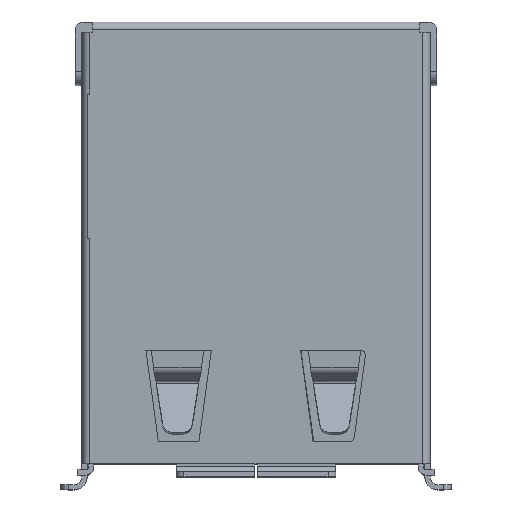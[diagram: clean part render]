
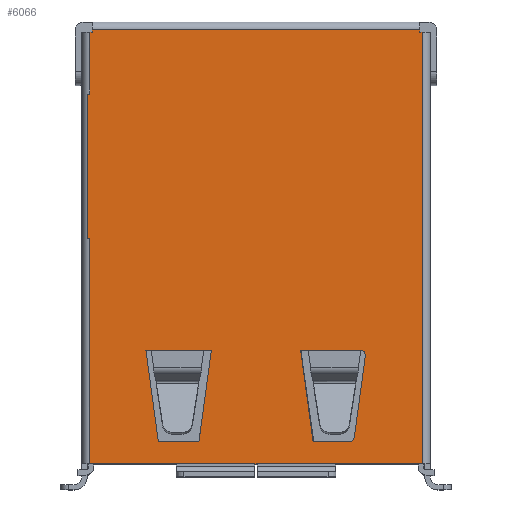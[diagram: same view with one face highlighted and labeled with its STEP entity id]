
A CAD part, top view. The second image highlights one B-rep face of the part: STEP entity #6066.
In plain terms, the highlighted planar face has unit normal (0, 0, 1).
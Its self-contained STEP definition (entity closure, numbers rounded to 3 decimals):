
#3986 = VERTEX_POINT('',#3987);
#3987 = CARTESIAN_POINT('',(9.84,-15.45,15.735));
#3994 = EDGE_CURVE('',#3995,#3986,#3997,.T.);
#3995 = VERTEX_POINT('',#3996);
#3996 = CARTESIAN_POINT('',(-2.86,-15.45,15.735));
#3997 = LINE('',#3998,#3999);
#3998 = CARTESIAN_POINT('',(-28.437,-15.45,15.735));
#3999 = VECTOR('',#4000,1.);
#4000 = DIRECTION('',(1.,0.,0.));
#4020 = VERTEX_POINT('',#4021);
#4021 = CARTESIAN_POINT('',(-2.86,-1.332,15.735));
#4028 = EDGE_CURVE('',#4020,#4029,#4031,.T.);
#4029 = VERTEX_POINT('',#4030);
#4030 = CARTESIAN_POINT('',(-2.86,1.02,15.735));
#4031 = LINE('',#4032,#4033);
#4032 = CARTESIAN_POINT('',(-2.86,-59.603,15.735));
#4033 = VECTOR('',#4034,1.);
#4034 = DIRECTION('',(0.,1.,0.));
#4045 = EDGE_CURVE('',#3995,#4046,#4048,.T.);
#4046 = VERTEX_POINT('',#4047);
#4047 = CARTESIAN_POINT('',(-2.86,-6.85,15.735));
#4048 = LINE('',#4049,#4050);
#4049 = CARTESIAN_POINT('',(-2.86,-59.603,15.735));
#4050 = VECTOR('',#4051,1.);
#4051 = DIRECTION('',(0.,1.,0.));
#4077 = VERTEX_POINT('',#4078);
#4078 = CARTESIAN_POINT('',(-2.76,1.02,15.735));
#4087 = EDGE_CURVE('',#4077,#4029,#4088,.T.);
#4088 = LINE('',#4089,#4090);
#4089 = CARTESIAN_POINT('',(-3.16,1.02,15.735));
#4090 = VECTOR('',#4091,1.);
#4091 = DIRECTION('',(-1.,0.,0.));
#4279 = VERTEX_POINT('',#4280);
#4280 = CARTESIAN_POINT('',(-2.76,1.12,15.735));
#4295 = EDGE_CURVE('',#4279,#4077,#4296,.T.);
#4296 = LINE('',#4297,#4298);
#4297 = CARTESIAN_POINT('',(-2.76,-15.45,15.735));
#4298 = VECTOR('',#4299,1.);
#4299 = DIRECTION('',(0.,-1.,0.));
#6066 = ADVANCED_FACE('',(#6067,#6119,#6153),#6212,.F.);
#6067 = FACE_BOUND('',#6068,.T.);
#6068 = EDGE_LOOP('',(#6069,#6079,#6087,#6095,#6104,#6112));
#6069 = ORIENTED_EDGE('',*,*,#6070,.F.);
#6070 = EDGE_CURVE('',#6071,#6073,#6075,.T.);
#6071 = VERTEX_POINT('',#6072);
#6072 = CARTESIAN_POINT('',(5.67,-14.61,15.735));
#6073 = VERTEX_POINT('',#6074);
#6074 = CARTESIAN_POINT('',(7.045,-14.61,15.735));
#6075 = LINE('',#6076,#6077);
#6076 = CARTESIAN_POINT('',(-3.16,-14.61,15.735));
#6077 = VECTOR('',#6078,1.);
#6078 = DIRECTION('',(1.,0.,0.));
#6079 = ORIENTED_EDGE('',*,*,#6080,.F.);
#6080 = EDGE_CURVE('',#6081,#6071,#6083,.T.);
#6081 = VERTEX_POINT('',#6082);
#6082 = CARTESIAN_POINT('',(5.195,-11.11,15.735));
#6083 = LINE('',#6084,#6085);
#6084 = CARTESIAN_POINT('',(5.195,-11.11,15.735));
#6085 = VECTOR('',#6086,1.);
#6086 = DIRECTION('',(0.135,-0.991,0.)
  );
#6087 = ORIENTED_EDGE('',*,*,#6088,.F.);
#6088 = EDGE_CURVE('',#6089,#6081,#6091,.T.);
#6089 = VERTEX_POINT('',#6090);
#6090 = CARTESIAN_POINT('',(7.466,-11.11,15.735));
#6091 = LINE('',#6092,#6093);
#6092 = CARTESIAN_POINT('',(-3.16,-11.11,15.735));
#6093 = VECTOR('',#6094,1.);
#6094 = DIRECTION('',(-1.,0.,0.));
#6095 = ORIENTED_EDGE('',*,*,#6096,.F.);
#6096 = EDGE_CURVE('',#6097,#6089,#6099,.T.);
#6097 = VERTEX_POINT('',#6098);
#6098 = CARTESIAN_POINT('',(7.664,-11.337,15.735));
#6099 = CIRCLE('',#6100,0.2);
#6100 = AXIS2_PLACEMENT_3D('',#6101,#6102,#6103);
#6101 = CARTESIAN_POINT('',(7.466,-11.31,15.735));
#6102 = DIRECTION('',(0.,0.,1.));
#6103 = DIRECTION('',(-1.,0.,0.));
#6104 = ORIENTED_EDGE('',*,*,#6105,.F.);
#6105 = EDGE_CURVE('',#6106,#6097,#6108,.T.);
#6106 = VERTEX_POINT('',#6107);
#6107 = CARTESIAN_POINT('',(7.243,-14.437,15.735));
#6108 = LINE('',#6109,#6110);
#6109 = CARTESIAN_POINT('',(7.243,-14.437,15.735));
#6110 = VECTOR('',#6111,1.);
#6111 = DIRECTION('',(0.135,0.991,0.)
  );
#6112 = ORIENTED_EDGE('',*,*,#6113,.F.);
#6113 = EDGE_CURVE('',#6073,#6106,#6114,.T.);
#6114 = CIRCLE('',#6115,0.2);
#6115 = AXIS2_PLACEMENT_3D('',#6116,#6117,#6118);
#6116 = CARTESIAN_POINT('',(7.045,-14.41,15.735));
#6117 = DIRECTION('',(0.,0.,1.));
#6118 = DIRECTION('',(-1.,0.,0.));
#6119 = FACE_BOUND('',#6120,.T.);
#6120 = EDGE_LOOP('',(#6121,#6131,#6139,#6147));
#6121 = ORIENTED_EDGE('',*,*,#6122,.F.);
#6122 = EDGE_CURVE('',#6123,#6125,#6127,.T.);
#6123 = VERTEX_POINT('',#6124);
#6124 = CARTESIAN_POINT('',(1.31,-14.61,15.735));
#6125 = VERTEX_POINT('',#6126);
#6126 = CARTESIAN_POINT('',(1.785,-11.11,15.735));
#6127 = LINE('',#6128,#6129);
#6128 = CARTESIAN_POINT('',(1.31,-14.61,15.735));
#6129 = VECTOR('',#6130,1.);
#6130 = DIRECTION('',(0.135,0.991,0.)
  );
#6131 = ORIENTED_EDGE('',*,*,#6132,.F.);
#6132 = EDGE_CURVE('',#6133,#6123,#6135,.T.);
#6133 = VERTEX_POINT('',#6134);
#6134 = CARTESIAN_POINT('',(-0.239,-14.61,15.735));
#6135 = LINE('',#6136,#6137);
#6136 = CARTESIAN_POINT('',(-3.16,-14.61,15.735));
#6137 = VECTOR('',#6138,1.);
#6138 = DIRECTION('',(1.,0.,0.));
#6139 = ORIENTED_EDGE('',*,*,#6140,.F.);
#6140 = EDGE_CURVE('',#6141,#6133,#6143,.T.);
#6141 = VERTEX_POINT('',#6142);
#6142 = CARTESIAN_POINT('',(-0.715,-11.11,15.735));
#6143 = LINE('',#6144,#6145);
#6144 = CARTESIAN_POINT('',(-0.715,-11.11,15.735));
#6145 = VECTOR('',#6146,1.);
#6146 = DIRECTION('',(0.135,-0.991,0.)
  );
#6147 = ORIENTED_EDGE('',*,*,#6148,.F.);
#6148 = EDGE_CURVE('',#6125,#6141,#6149,.T.);
#6149 = LINE('',#6150,#6151);
#6150 = CARTESIAN_POINT('',(-3.16,-11.11,15.735));
#6151 = VECTOR('',#6152,1.);
#6152 = DIRECTION('',(-1.,0.,0.));
#6153 = FACE_BOUND('',#6154,.T.);
#6154 = EDGE_LOOP('',(#6155,#6156,#6157,#6165,#6173,#6179,#6180,#6181,
    #6189,#6197,#6205,#6211));
#6155 = ORIENTED_EDGE('',*,*,#4087,.T.);
#6156 = ORIENTED_EDGE('',*,*,#4028,.F.);
#6157 = ORIENTED_EDGE('',*,*,#6158,.F.);
#6158 = EDGE_CURVE('',#6159,#4020,#6161,.T.);
#6159 = VERTEX_POINT('',#6160);
#6160 = CARTESIAN_POINT('',(-2.96,-1.332,15.735));
#6161 = LINE('',#6162,#6163);
#6162 = CARTESIAN_POINT('',(-3.16,-1.332,15.735));
#6163 = VECTOR('',#6164,1.);
#6164 = DIRECTION('',(1.,0.,0.));
#6165 = ORIENTED_EDGE('',*,*,#6166,.F.);
#6166 = EDGE_CURVE('',#6167,#6159,#6169,.T.);
#6167 = VERTEX_POINT('',#6168);
#6168 = CARTESIAN_POINT('',(-2.96,-6.85,15.735));
#6169 = LINE('',#6170,#6171);
#6170 = CARTESIAN_POINT('',(-2.96,-15.45,15.735));
#6171 = VECTOR('',#6172,1.);
#6172 = DIRECTION('',(0.,1.,0.));
#6173 = ORIENTED_EDGE('',*,*,#6174,.F.);
#6174 = EDGE_CURVE('',#4046,#6167,#6175,.T.);
#6175 = LINE('',#6176,#6177);
#6176 = CARTESIAN_POINT('',(-3.16,-6.85,15.735));
#6177 = VECTOR('',#6178,1.);
#6178 = DIRECTION('',(-1.,0.,0.));
#6179 = ORIENTED_EDGE('',*,*,#4045,.F.);
#6180 = ORIENTED_EDGE('',*,*,#3994,.T.);
#6181 = ORIENTED_EDGE('',*,*,#6182,.F.);
#6182 = EDGE_CURVE('',#6183,#3986,#6185,.T.);
#6183 = VERTEX_POINT('',#6184);
#6184 = CARTESIAN_POINT('',(9.84,1.02,15.735));
#6185 = LINE('',#6186,#6187);
#6186 = CARTESIAN_POINT('',(9.84,-15.45,15.735));
#6187 = VECTOR('',#6188,1.);
#6188 = DIRECTION('',(0.,-1.,0.));
#6189 = ORIENTED_EDGE('',*,*,#6190,.F.);
#6190 = EDGE_CURVE('',#6191,#6183,#6193,.T.);
#6191 = VERTEX_POINT('',#6192);
#6192 = CARTESIAN_POINT('',(9.74,1.02,15.735));
#6193 = LINE('',#6194,#6195);
#6194 = CARTESIAN_POINT('',(-3.16,1.02,15.735));
#6195 = VECTOR('',#6196,1.);
#6196 = DIRECTION('',(1.,0.,0.));
#6197 = ORIENTED_EDGE('',*,*,#6198,.F.);
#6198 = EDGE_CURVE('',#6199,#6191,#6201,.T.);
#6199 = VERTEX_POINT('',#6200);
#6200 = CARTESIAN_POINT('',(9.74,1.12,15.735));
#6201 = LINE('',#6202,#6203);
#6202 = CARTESIAN_POINT('',(9.74,-15.45,15.735));
#6203 = VECTOR('',#6204,1.);
#6204 = DIRECTION('',(0.,-1.,0.));
#6205 = ORIENTED_EDGE('',*,*,#6206,.F.);
#6206 = EDGE_CURVE('',#4279,#6199,#6207,.T.);
#6207 = LINE('',#6208,#6209);
#6208 = CARTESIAN_POINT('',(-3.16,1.12,15.735));
#6209 = VECTOR('',#6210,1.);
#6210 = DIRECTION('',(1.,0.,0.));
#6211 = ORIENTED_EDGE('',*,*,#4295,.T.);
#6212 = PLANE('',#6213);
#6213 = AXIS2_PLACEMENT_3D('',#6214,#6215,#6216);
#6214 = CARTESIAN_POINT('',(-3.16,-15.45,15.735));
#6215 = DIRECTION('',(0.,0.,-1.));
#6216 = DIRECTION('',(-1.,0.,0.));
